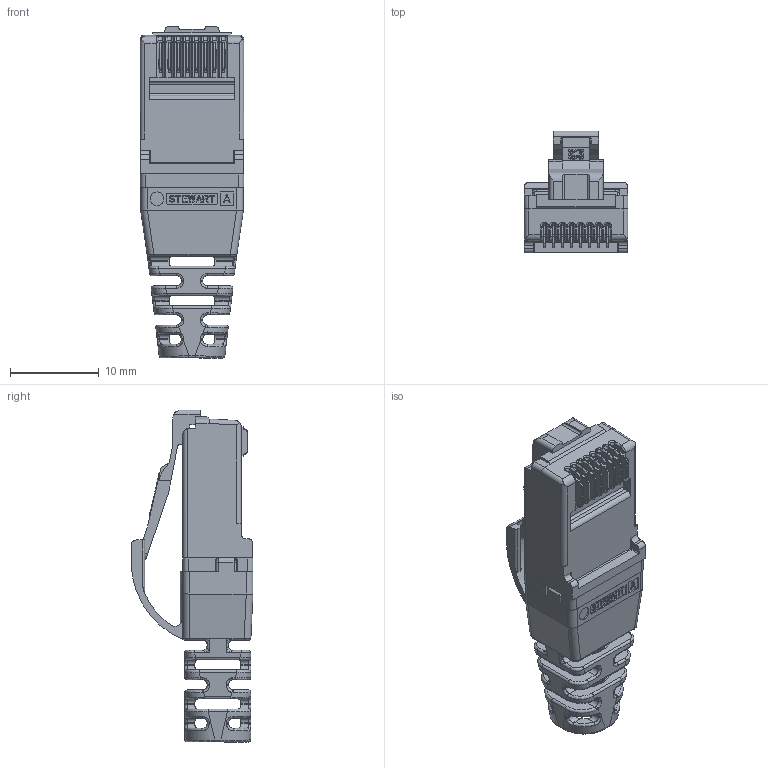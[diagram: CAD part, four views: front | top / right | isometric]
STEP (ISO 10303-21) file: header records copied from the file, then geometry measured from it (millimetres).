
FILE_DESCRIPTION (( 'STEP AP203' ), '1' );
FILE_NAME ('TSP4288C6.STEP', '2013-02-14T21:07:25', ( 'x' ), ( '' ), 'SwSTEP 2.0', 'SolidWorks 2012', '' );
FILE_SCHEMA (( 'CONFIG_CONTROL_DESIGN' ));
Products named in the file (5): TSP4288C6; TSP4288C6-MA4; TSP4288C6-MA2; TSP4288C6-MA3; TSP4288C6-MA1
Assembly tree (11 placements, depth 2):
  TSP4288C6
    TSP4288C6-MA1
    TSP4288C6-MA3
    TSP4288C6-MA2
    TSP4288C6-MA4  x8
Bounding box: 11.68 x 13.74 x 37.44 mm (x, y, z)
Volume: 1682 mm3; surface area: 4107.5 mm2
Topology: 11 solids, 11 shells, 2239 faces, 6004 edges, 3771 vertices
Faces by surface type: plane 1070, cylinder 701, bspline 430, cone 38
Entity records: 76256 total; most frequent: CARTESIAN_POINT 35075, ORIENTED_EDGE 9600, DIRECTION 6912, EDGE_CURVE 4800, VERTEX_POINT 3001, LINE 2758, VECTOR 2758, AXIS2_PLACEMENT_3D 2077
